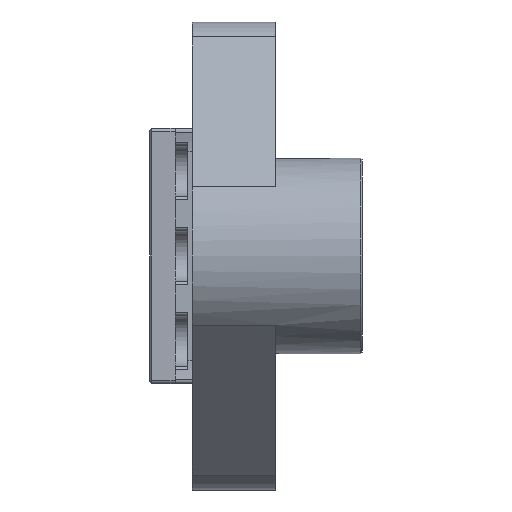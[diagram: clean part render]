
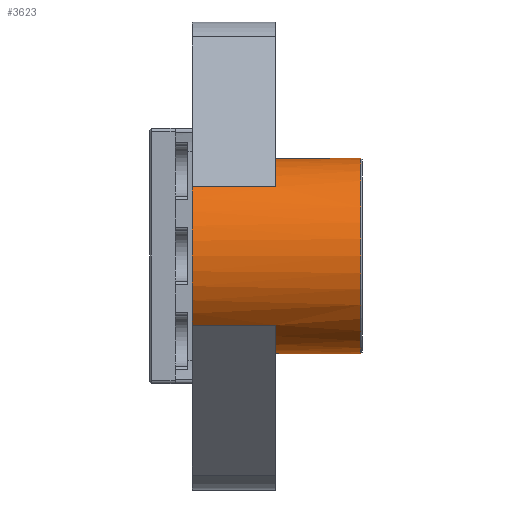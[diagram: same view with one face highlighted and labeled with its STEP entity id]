
A CAD part, left-side view. The second image highlights one B-rep face of the part: STEP entity #3623.
In plain terms, the highlighted cylindrical face has radius 14.605 mm (diameter 29.21 mm), a full revolution.
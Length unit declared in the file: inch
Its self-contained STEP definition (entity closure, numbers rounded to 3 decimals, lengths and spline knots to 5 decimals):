
#159=CYLINDRICAL_SURFACE('',#3930,0.575);
#297=FACE_OUTER_BOUND('',#527,.T.);
#527=EDGE_LOOP('',(#2725,#2726,#2727,#2728,#2729,#2730,#2731,#2732));
#796=LINE('',#5902,#1094);
#797=LINE('',#5905,#1095);
#798=LINE('',#5908,#1096);
#1094=VECTOR('',#4646,0.3937);
#1095=VECTOR('',#4649,0.575);
#1096=VECTOR('',#4652,0.3937);
#1325=CIRCLE('',#3868,0.575);
#1355=CIRCLE('',#3929,0.575);
#1356=CIRCLE('',#3931,0.575);
#1357=CIRCLE('',#3932,0.575);
#1591=VERTEX_POINT('',#5682);
#1592=VERTEX_POINT('',#5684);
#1655=VERTEX_POINT('',#5897);
#1656=VERTEX_POINT('',#5901);
#1657=VERTEX_POINT('',#5903);
#1658=VERTEX_POINT('',#5906);
#1960=EDGE_CURVE('',#1592,#1591,#1325,.T.);
#2052=EDGE_CURVE('',#1655,#1655,#1355,.T.);
#2054=EDGE_CURVE('',#1591,#1656,#796,.T.);
#2055=EDGE_CURVE('',#1657,#1656,#1356,.T.);
#2056=EDGE_CURVE('',#1657,#1655,#797,.T.);
#2057=EDGE_CURVE('',#1658,#1657,#1357,.T.);
#2058=EDGE_CURVE('',#1592,#1658,#798,.T.);
#2725=ORIENTED_EDGE('',*,*,#1960,.T.);
#2726=ORIENTED_EDGE('',*,*,#2054,.T.);
#2727=ORIENTED_EDGE('',*,*,#2055,.F.);
#2728=ORIENTED_EDGE('',*,*,#2056,.T.);
#2729=ORIENTED_EDGE('',*,*,#2052,.F.);
#2730=ORIENTED_EDGE('',*,*,#2056,.F.);
#2731=ORIENTED_EDGE('',*,*,#2057,.F.);
#2732=ORIENTED_EDGE('',*,*,#2058,.F.);
#3623=ADVANCED_FACE('',(#297),#159,.T.);
#3868=AXIS2_PLACEMENT_3D('',#5685,#4462,#4463);
#3929=AXIS2_PLACEMENT_3D('',#5898,#4641,#4642);
#3930=AXIS2_PLACEMENT_3D('',#5900,#4644,#4645);
#3931=AXIS2_PLACEMENT_3D('',#5904,#4647,#4648);
#3932=AXIS2_PLACEMENT_3D('',#5907,#4650,#4651);
#4462=DIRECTION('center_axis',(0.,-1.,0.));
#4463=DIRECTION('ref_axis',(1.,0.,0.));
#4641=DIRECTION('center_axis',(0.,-1.,0.));
#4642=DIRECTION('ref_axis',(1.,0.,0.));
#4644=DIRECTION('center_axis',(0.,1.,0.));
#4645=DIRECTION('ref_axis',(1.,0.,0.));
#4646=DIRECTION('',(0.,1.,0.));
#4647=DIRECTION('center_axis',(0.,1.,0.));
#4648=DIRECTION('ref_axis',(1.,0.,0.));
#4649=DIRECTION('',(0.,-1.,0.));
#4650=DIRECTION('center_axis',(0.,1.,0.));
#4651=DIRECTION('ref_axis',(1.,0.,0.));
#4652=DIRECTION('',(0.,1.,0.));
#5682=CARTESIAN_POINT('',(-0.40659,0.51181,0.40659));
#5684=CARTESIAN_POINT('',(-0.40659,0.51181,-0.40659));
#5685=CARTESIAN_POINT('Origin',(0.,0.51181,0.));
#5897=CARTESIAN_POINT('',(-0.575,0.01,0.));
#5898=CARTESIAN_POINT('Origin',(0.,0.01,0.));
#5900=CARTESIAN_POINT('Origin',(0.,0.,0.));
#5901=CARTESIAN_POINT('',(-0.40659,1.,0.40659));
#5902=CARTESIAN_POINT('',(-0.40659,0.,0.40659));
#5903=CARTESIAN_POINT('',(-0.575,1.,0.));
#5904=CARTESIAN_POINT('Origin',(0.,1.,0.));
#5905=CARTESIAN_POINT('',(-0.575,0.,0.));
#5906=CARTESIAN_POINT('',(-0.40659,1.,-0.40659));
#5907=CARTESIAN_POINT('Origin',(0.,1.,0.));
#5908=CARTESIAN_POINT('',(-0.40659,0.,-0.40659));
